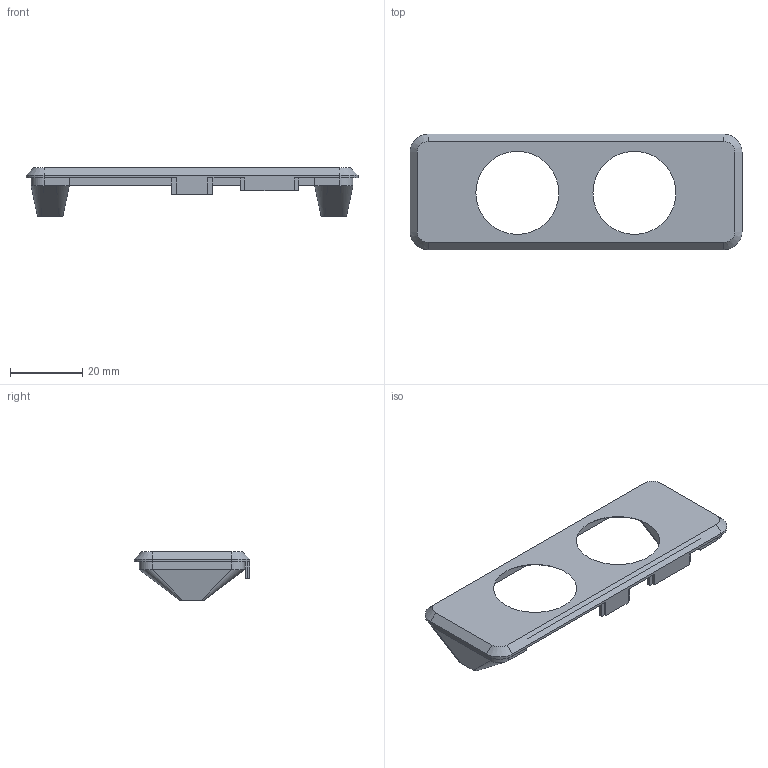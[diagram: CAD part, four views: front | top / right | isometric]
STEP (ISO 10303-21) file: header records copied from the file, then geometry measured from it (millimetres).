
FILE_DESCRIPTION(('Open CASCADE Model'),'2;1');
FILE_NAME('Open CASCADE Shape Model','2025-06-16T19:26:19',('Author'),( 'Open CASCADE'),'Open CASCADE STEP processor 7.8','build123d', 'Unknown');
FILE_SCHEMA(('AUTOMOTIVE_DESIGN { 1 0 10303 214 1 1 1 1 }'));
Length unit declared in the file: millimetre
Products named in the file (2): =>[0:1:1:2]; COMPOUND
Assembly tree (1 placements, depth 2):
  =>[0:1:1:2]
    COMPOUND
Bounding box: 92 x 32 x 13.35 mm (x, y, z)
Volume: 7150 mm3; surface area: 6611.7 mm2
Topology: 1 solids, 1 shells, 78 faces, 192 edges, 120 vertices
Faces by surface type: plane 44, bspline 16, cylinder 12, cone 6
Full cylindrical faces by diameter (mm): 3 x2, 26.4 x2
Entity records: 4901 total; most frequent: CARTESIAN_POINT 1109, DIRECTION 665, LINE 431, VECTOR 431, ORIENTED_EDGE 384, PCURVE 384, DEFINITIONAL_REPRESENTATION 384, EDGE_CURVE 192
